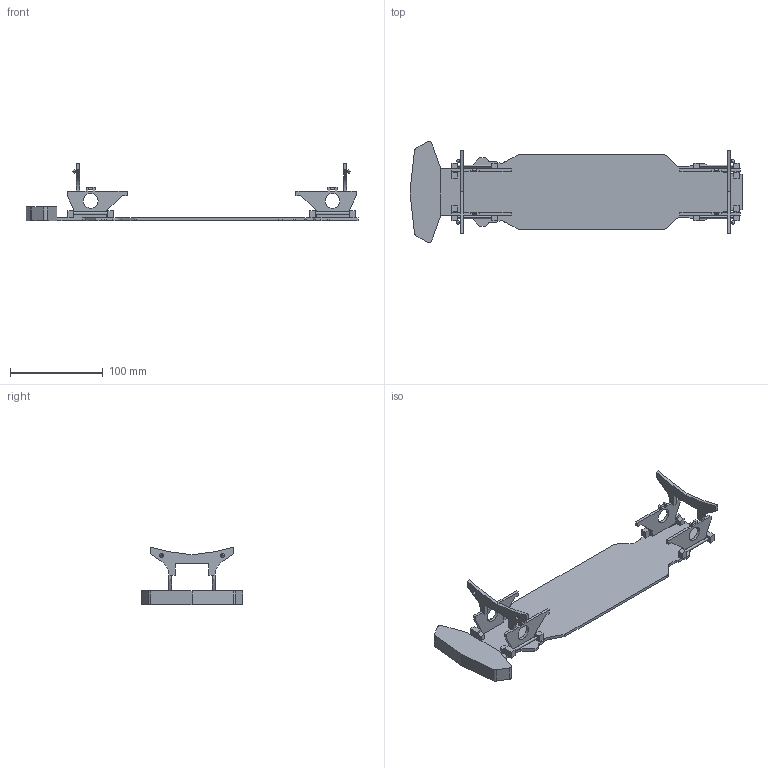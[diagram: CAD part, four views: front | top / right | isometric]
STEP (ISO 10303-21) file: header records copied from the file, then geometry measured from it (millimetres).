
FILE_DESCRIPTION (( 'STEP AP203' ), '1' );
FILE_NAME ('V4_main_chassis_默认_sldprt.STEP', '2019-01-08T05:43:50', ( '' ), ( '' ), 'SwSTEP 2.0', 'SolidWorks 2016', '' );
FILE_SCHEMA (( 'CONFIG_CONTROL_DESIGN' ));
Length unit declared in the file: millimetre
Products named in the file (1): V4_main_chassis_默认_sldprt
Bounding box: 358.27 x 109.96 x 62 mm (x, y, z)
Volume: 138570 mm3; surface area: 78517.7 mm2
Topology: 1 solids, 1 shells, 261 faces, 767 edges, 498 vertices
Faces by surface type: plane 195, cylinder 40, bspline 10, sphere 8, cone 8
Entity records: 8582 total; most frequent: CARTESIAN_POINT 1601, ORIENTED_EDGE 1494, DIRECTION 1343, EDGE_CURVE 747, LINE 615, VECTOR 615, VERTEX_POINT 486, AXIS2_PLACEMENT_3D 364
